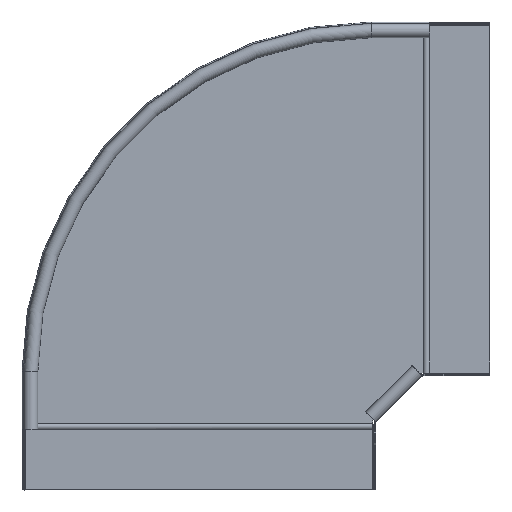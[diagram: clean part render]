
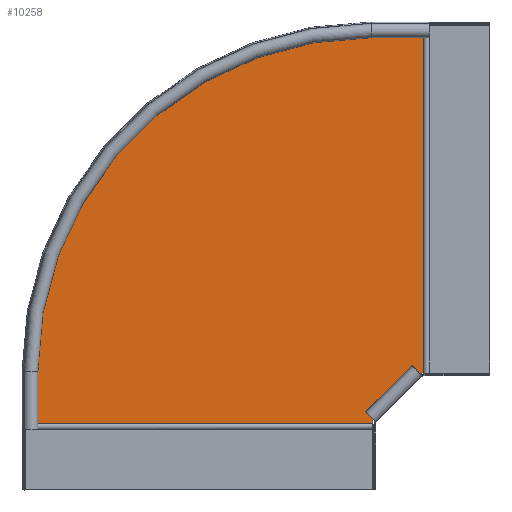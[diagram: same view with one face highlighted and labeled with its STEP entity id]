
A CAD part, top view. The second image highlights one B-rep face of the part: STEP entity #10258.
In plain terms, the highlighted planar face has unit normal (0, 0, 1).
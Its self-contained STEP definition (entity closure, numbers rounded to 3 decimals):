
#9745=DIRECTION('',(-1.,0.,0.));
#9746=VECTOR('',#9745,1.972);
#9747=CARTESIAN_POINT('',(-57.328,100.35,0.));
#9748=LINE('',#9747,#9746);
#9772=DIRECTION('',(0.,-1.,0.));
#9773=VECTOR('',#9772,298.5);
#9774=CARTESIAN_POINT('',(-57.328,398.85,0.));
#9775=LINE('',#9774,#9773);
#9780=DIRECTION('',(0.707,0.707,0.));
#9781=VECTOR('',#9780,58.053);
#9782=CARTESIAN_POINT('',(-100.35,59.3,0.));
#9783=LINE('',#9782,#9781);
#9784=CARTESIAN_POINT('',(-101.85,101.85,0.));
#9785=DIRECTION('',(0.,0.,1.));
#9786=DIRECTION('',(0.,1.,0.));
#9787=AXIS2_PLACEMENT_3D('',#9784,#9785,#9786);
#9892=DIRECTION('',(1.,0.,0.));
#9893=VECTOR('',#9892,44.522);
#9894=CARTESIAN_POINT('',(-101.85,398.85,0.));
#9895=LINE('',#9894,#9893);
#9919=DIRECTION('',(0.,1.,0.));
#9920=VECTOR('',#9919,44.522);
#9921=CARTESIAN_POINT('',(-398.85,57.328,0.));
#9922=LINE('',#9921,#9920);
#9993=DIRECTION('',(0.,-1.,0.));
#9994=VECTOR('',#9993,1.972);
#9995=CARTESIAN_POINT('',(-100.35,59.3,0.));
#9996=LINE('',#9995,#9994);
#10048=DIRECTION('',(-1.,0.,0.));
#10049=VECTOR('',#10048,298.5);
#10050=CARTESIAN_POINT('',(-100.35,57.328,0.));
#10051=LINE('',#10050,#10049);
#10080=CARTESIAN_POINT('',(-101.85,398.85,0.));
#10082=VERTEX_POINT('',#10080);
#10084=CARTESIAN_POINT('',(-57.328,100.35,0.));
#10085=CARTESIAN_POINT('',(-59.3,100.35,0.));
#10086=VERTEX_POINT('',#10084);
#10087=VERTEX_POINT('',#10085);
#10096=CARTESIAN_POINT('',(-57.328,398.85,0.));
#10097=VERTEX_POINT('',#10096);
#10104=CARTESIAN_POINT('',(-398.85,101.85,0.));
#10105=VERTEX_POINT('',#10104);
#10126=CARTESIAN_POINT('',(-100.35,59.3,0.));
#10127=VERTEX_POINT('',#10126);
#10132=CARTESIAN_POINT('',(-100.35,57.328,0.));
#10133=CARTESIAN_POINT('',(-398.85,57.328,0.));
#10134=VERTEX_POINT('',#10132);
#10135=VERTEX_POINT('',#10133);
#10237=CARTESIAN_POINT('',(-101.85,101.85,0.));
#10238=DIRECTION('',(0.,0.,-1.));
#10239=DIRECTION('',(-1.,0.,0.));
#10240=AXIS2_PLACEMENT_3D('',#10237,#10238,#10239);
#10241=PLANE('',#10240);
#10243=ORIENTED_EDGE('',*,*,#10242,.F.);
#10245=ORIENTED_EDGE('',*,*,#10244,.T.);
#10247=ORIENTED_EDGE('',*,*,#10246,.T.);
#10249=ORIENTED_EDGE('',*,*,#10248,.T.);
#10251=ORIENTED_EDGE('',*,*,#10250,.F.);
#10253=ORIENTED_EDGE('',*,*,#10252,.T.);
#10254=ORIENTED_EDGE('',*,*,#10229,.T.);
#10255=ORIENTED_EDGE('',*,*,#10169,.T.);
#10256=EDGE_LOOP('',(#10243,#10245,#10247,#10249,#10251,#10253,#10254,#10255));
#10257=FACE_OUTER_BOUND('',#10256,.F.);
#10258=ADVANCED_FACE('',(#10257),#10241,.F.);
#9788=CIRCLE('',#9787,297.);
#10169=EDGE_CURVE('',#10086,#10087,#9748,.T.);
#10229=EDGE_CURVE('',#10097,#10086,#9775,.T.);
#10242=EDGE_CURVE('',#10127,#10087,#9783,.T.);
#10244=EDGE_CURVE('',#10127,#10134,#9996,.T.);
#10246=EDGE_CURVE('',#10134,#10135,#10051,.T.);
#10248=EDGE_CURVE('',#10135,#10105,#9922,.T.);
#10250=EDGE_CURVE('',#10082,#10105,#9788,.T.);
#10252=EDGE_CURVE('',#10082,#10097,#9895,.T.);
